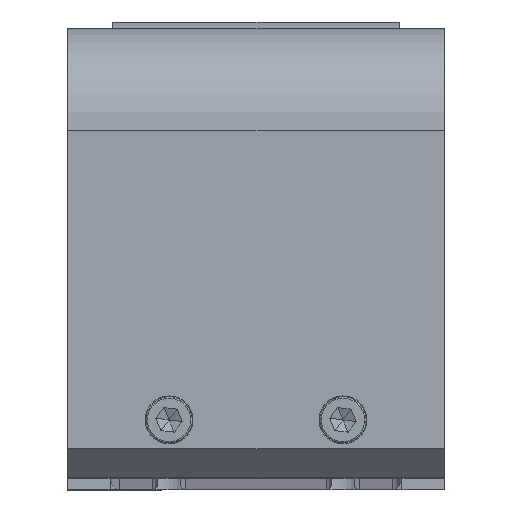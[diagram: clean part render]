
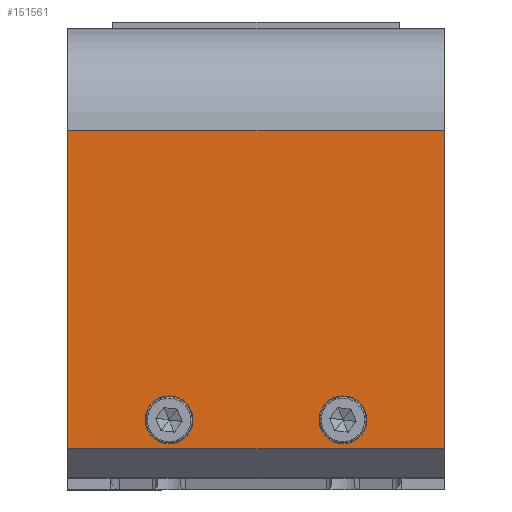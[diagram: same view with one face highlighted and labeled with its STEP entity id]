
A CAD part, top view. The second image highlights one B-rep face of the part: STEP entity #151561.
In plain terms, the highlighted planar face has unit normal (0, 0, 1).
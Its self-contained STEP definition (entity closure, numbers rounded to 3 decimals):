
#1419 = AXIS2_PLACEMENT_3D ( 'NONE', #205616, #187361, #58908 ) ;
#2050 = CIRCLE ( 'NONE', #195630, 8.25 ) ;
#8720 = LINE ( 'NONE', #160328, #125707 ) ;
#9426 = VERTEX_POINT ( 'NONE', #55983 ) ;
#11855 = FACE_BOUND ( 'NONE', #114719, .T. ) ;
#12086 = ORIENTED_EDGE ( 'NONE', *, *, #189320, .F. ) ;
#17195 = CARTESIAN_POINT ( 'NONE',  ( 208.467, 197.762, 762.525 ) ) ;
#18234 = DIRECTION ( 'NONE',  ( 0., 0., 1. ) ) ;
#20068 = AXIS2_PLACEMENT_3D ( 'NONE', #150657, #95986, #224616 ) ;
#28806 = CARTESIAN_POINT ( 'NONE',  ( 78.467, 197.762, 762.525 ) ) ;
#33008 = LINE ( 'NONE', #17195, #165880 ) ;
#34049 = CARTESIAN_POINT ( 'NONE',  ( 173.467, 207.762, 762.525 ) ) ;
#41825 = VERTEX_POINT ( 'NONE', #152450 ) ;
#42047 = VERTEX_POINT ( 'NONE', #89725 ) ;
#45998 = ORIENTED_EDGE ( 'NONE', *, *, #204142, .F. ) ;
#47759 = VERTEX_POINT ( 'NONE', #112908 ) ;
#52313 = CARTESIAN_POINT ( 'NONE',  ( 113.467, 207.762, 762.525 ) ) ;
#55779 = CARTESIAN_POINT ( 'NONE',  ( 121.717, 207.762, 762.525 ) ) ;
#55983 = CARTESIAN_POINT ( 'NONE',  ( 181.717, 207.762, 762.525 ) ) ;
#58908 = DIRECTION ( 'NONE',  ( 1., 0., 0. ) ) ;
#62863 = PLANE ( 'NONE',  #116912 ) ;
#63621 = EDGE_CURVE ( 'NONE', #177853, #41825, #198891, .T. ) ;
#63715 = CIRCLE ( 'NONE', #94693, 8.25 ) ;
#64059 = FACE_OUTER_BOUND ( 'NONE', #98394, .T. ) ;
#65074 = EDGE_CURVE ( 'NONE', #236675, #209281, #104980, .T. ) ;
#65718 = CARTESIAN_POINT ( 'NONE',  ( 78.467, 307.762, 762.525 ) ) ;
#65783 = DIRECTION ( 'NONE',  ( 1., 0., 0. ) ) ;
#72404 = ORIENTED_EDGE ( 'NONE', *, *, #63621, .F. ) ;
#79117 = EDGE_LOOP ( 'NONE', ( #72404, #197704 ) ) ;
#81825 = EDGE_CURVE ( 'NONE', #42047, #9426, #124730, .T. ) ;
#84680 = DIRECTION ( 'NONE',  ( -1., 0., 0. ) ) ;
#89725 = CARTESIAN_POINT ( 'NONE',  ( 165.217, 207.762, 762.525 ) ) ;
#94693 = AXIS2_PLACEMENT_3D ( 'NONE', #52313, #126399, #65783 ) ;
#95986 = DIRECTION ( 'NONE',  ( 0., 0., 1. ) ) ;
#96907 = VECTOR ( 'NONE', #121061, 1000. ) ;
#98394 = EDGE_LOOP ( 'NONE', ( #205926, #195090, #12086, #173644 ) ) ;
#104373 = ORIENTED_EDGE ( 'NONE', *, *, #81825, .F. ) ;
#104732 = EDGE_CURVE ( 'NONE', #41825, #177853, #63715, .T. ) ;
#104980 = LINE ( 'NONE', #230039, #199380 ) ;
#112908 = CARTESIAN_POINT ( 'NONE',  ( 208.467, 197.762, 762.525 ) ) ;
#114719 = EDGE_LOOP ( 'NONE', ( #45998, #104373 ) ) ;
#116912 = AXIS2_PLACEMENT_3D ( 'NONE', #121163, #215609, #84680 ) ;
#121061 = DIRECTION ( 'NONE',  ( 0., -1., 0. ) ) ;
#121163 = CARTESIAN_POINT ( 'NONE',  ( 208.467, 197.762, 762.525 ) ) ;
#124730 = CIRCLE ( 'NONE', #20068, 8.25 ) ;
#125707 = VECTOR ( 'NONE', #214880, 1000. ) ;
#126399 = DIRECTION ( 'NONE',  ( 0., 0., 1. ) ) ;
#148262 = VERTEX_POINT ( 'NONE', #217910 ) ;
#150657 = CARTESIAN_POINT ( 'NONE',  ( 173.467, 207.762, 762.525 ) ) ;
#151561 = ADVANCED_FACE ( 'NONE', ( #158733, #11855, #64059 ), #62863, .F. ) ;
#152450 = CARTESIAN_POINT ( 'NONE',  ( 105.217, 207.762, 762.525 ) ) ;
#154898 = EDGE_CURVE ( 'NONE', #209281, #148262, #194901, .T. ) ;
#156066 = DIRECTION ( 'NONE',  ( -1., 0., 0. ) ) ;
#158733 = FACE_BOUND ( 'NONE', #79117, .T. ) ;
#160328 = CARTESIAN_POINT ( 'NONE',  ( 208.467, 197.762, 762.525 ) ) ;
#165880 = VECTOR ( 'NONE', #166368, 1000. ) ;
#166368 = DIRECTION ( 'NONE',  ( -1., 0., 0. ) ) ;
#173644 = ORIENTED_EDGE ( 'NONE', *, *, #65074, .T. ) ;
#177853 = VERTEX_POINT ( 'NONE', #55779 ) ;
#184837 = EDGE_CURVE ( 'NONE', #47759, #148262, #33008, .T. ) ;
#187361 = DIRECTION ( 'NONE',  ( 0., 0., 1. ) ) ;
#189320 = EDGE_CURVE ( 'NONE', #236675, #47759, #8720, .T. ) ;
#194901 = LINE ( 'NONE', #28806, #96907 ) ;
#195090 = ORIENTED_EDGE ( 'NONE', *, *, #184837, .F. ) ;
#195630 = AXIS2_PLACEMENT_3D ( 'NONE', #34049, #18234, #203695 ) ;
#197704 = ORIENTED_EDGE ( 'NONE', *, *, #104732, .F. ) ;
#198891 = CIRCLE ( 'NONE', #1419, 8.25 ) ;
#199380 = VECTOR ( 'NONE', #156066, 1000. ) ;
#203695 = DIRECTION ( 'NONE',  ( 1., 0., 0. ) ) ;
#203911 = CARTESIAN_POINT ( 'NONE',  ( 208.467, 307.762, 762.525 ) ) ;
#204142 = EDGE_CURVE ( 'NONE', #9426, #42047, #2050, .T. ) ;
#205616 = CARTESIAN_POINT ( 'NONE',  ( 113.467, 207.762, 762.525 ) ) ;
#205926 = ORIENTED_EDGE ( 'NONE', *, *, #154898, .T. ) ;
#209281 = VERTEX_POINT ( 'NONE', #65718 ) ;
#214880 = DIRECTION ( 'NONE',  ( 0., -1., 0. ) ) ;
#215609 = DIRECTION ( 'NONE',  ( 0., 0., -1. ) ) ;
#217910 = CARTESIAN_POINT ( 'NONE',  ( 78.467, 197.762, 762.525 ) ) ;
#224616 = DIRECTION ( 'NONE',  ( 1., 0., 0. ) ) ;
#230039 = CARTESIAN_POINT ( 'NONE',  ( 208.467, 307.762, 762.525 ) ) ;
#236675 = VERTEX_POINT ( 'NONE', #203911 ) ;
